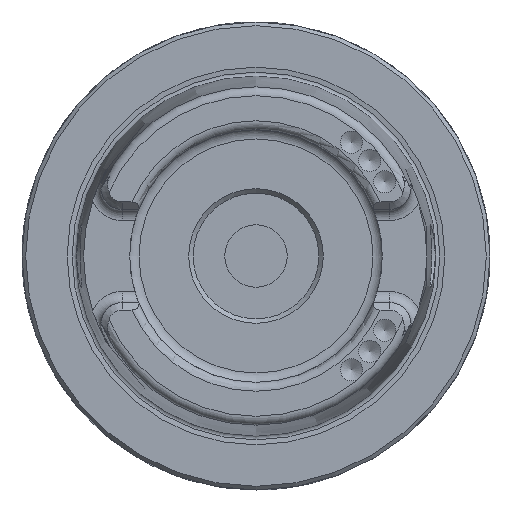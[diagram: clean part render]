
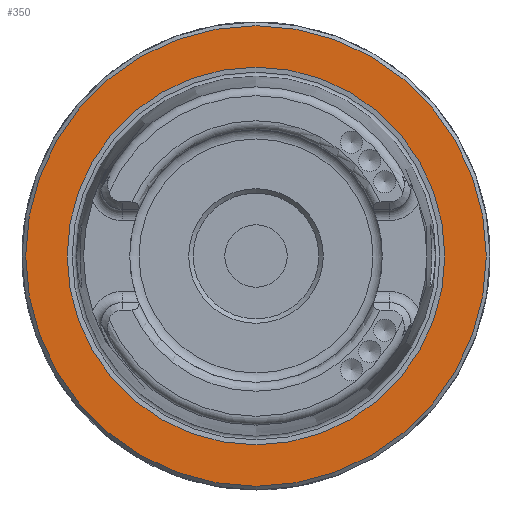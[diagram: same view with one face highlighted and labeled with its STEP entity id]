
A CAD part, left-side view. The second image highlights one B-rep face of the part: STEP entity #350.
In plain terms, the highlighted planar face has unit normal (-1, 0, 0).
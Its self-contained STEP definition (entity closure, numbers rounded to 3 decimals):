
#350 = ADVANCED_FACE( '', ( #784, #785 ), #786, .T. );
#784 = FACE_OUTER_BOUND( '', #1279, .T. );
#785 = FACE_BOUND( '', #1280, .T. );
#786 = PLANE( '', #1281 );
#1279 = EDGE_LOOP( '', ( #2221 ) );
#1280 = EDGE_LOOP( '', ( #2222 ) );
#1281 = AXIS2_PLACEMENT_3D( '', #2223, #2224, #2225 );
#2221 = ORIENTED_EDGE( '', *, *, #2702, .T. );
#2222 = ORIENTED_EDGE( '', *, *, #2837, .F. );
#2223 = CARTESIAN_POINT( '', ( 0., 0., 31. ) );
#2224 = DIRECTION( '', ( -1., 0., 0. ) );
#2225 = DIRECTION( '', ( 0., 0., 1. ) );
#2702 = EDGE_CURVE( '', #3207, #3207, #3208, .T. );
#2837 = EDGE_CURVE( '', #3428, #3428, #3429, .T. );
#3207 = VERTEX_POINT( '', #3972 );
#3208 = CIRCLE( '', #3973, 31. );
#3428 = VERTEX_POINT( '', #4717 );
#3429 = CIRCLE( '', #4718, 25.418 );
#3972 = CARTESIAN_POINT( '', ( 0., 0., 31. ) );
#3973 = AXIS2_PLACEMENT_3D( '', #5825, #5826, #5827 );
#4717 = CARTESIAN_POINT( '', ( 0., 0., 25.418 ) );
#4718 = AXIS2_PLACEMENT_3D( '', #5967, #5968, #5969 );
#5825 = CARTESIAN_POINT( '', ( 0., 0., 0. ) );
#5826 = DIRECTION( '', ( -1., 0., 0. ) );
#5827 = DIRECTION( '', ( 0., 0., 1. ) );
#5967 = CARTESIAN_POINT( '', ( 0., 0., 0. ) );
#5968 = DIRECTION( '', ( -1., 0., 0. ) );
#5969 = DIRECTION( '', ( 0., 0., 1. ) );
